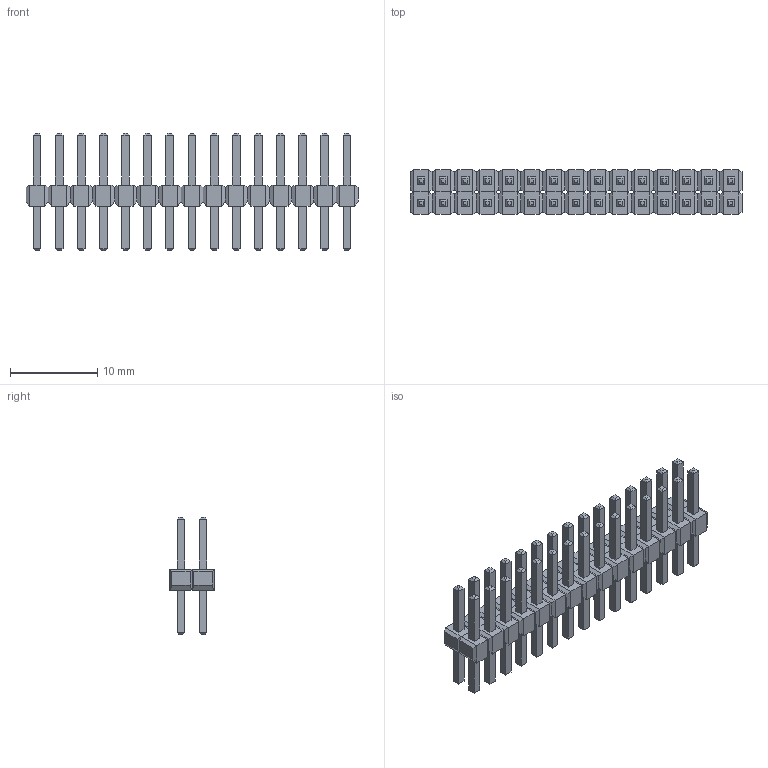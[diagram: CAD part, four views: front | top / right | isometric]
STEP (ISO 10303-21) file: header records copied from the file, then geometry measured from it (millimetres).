
FILE_DESCRIPTION(('STEP AP214'),'1');
FILE_NAME('TSW-115-07-G-D_SAI','2022-09-02T10:55:34',(''),(''),'','','');
FILE_SCHEMA(('AUTOMOTIVE_DESIGN'));
Length unit declared in the file: millimetre
Products named in the file (1): product
Bounding box: 38.1 x 5.08 x 13.46 mm (x, y, z)
Volume: 691.2 mm3; surface area: 2044.4 mm2
Topology: 62 solids, 62 shells, 964 faces, 1928 edges, 1088 vertices
Faces by surface type: plane 964
Entity records: 22601 total; most frequent: DIRECTION 3858, ORIENTED_EDGE 3856, CARTESIAN_POINT 2053, EDGE_CURVE 1928, LINE 1928, VECTOR 1928, VERTEX_POINT 1088, AXIS2_PLACEMENT_3D 965
